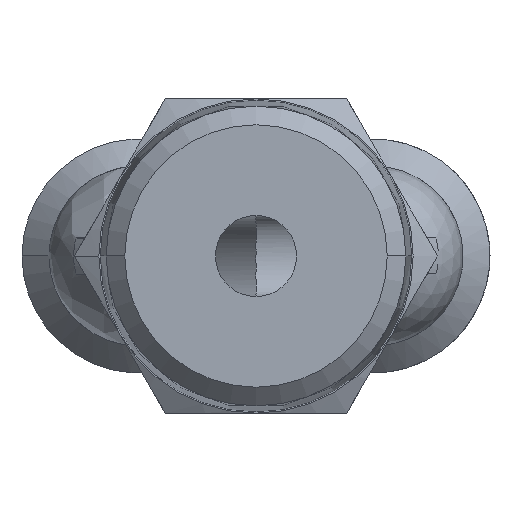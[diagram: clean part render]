
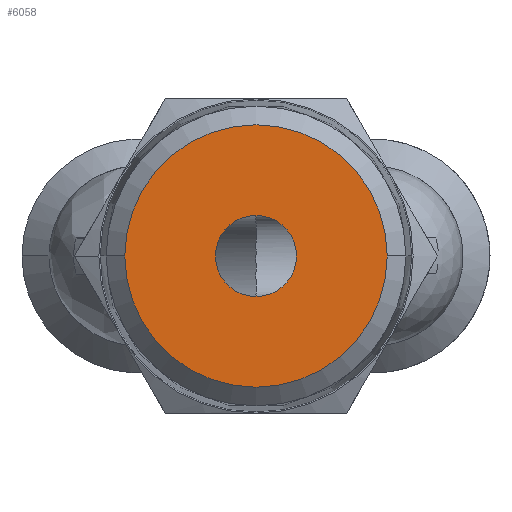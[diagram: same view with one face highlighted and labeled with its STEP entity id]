
A CAD part, front view. The second image highlights one B-rep face of the part: STEP entity #6058.
In plain terms, the highlighted planar face has unit normal (0, -1, 0).
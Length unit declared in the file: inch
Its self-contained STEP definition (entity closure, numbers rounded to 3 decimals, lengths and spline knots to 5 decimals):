
#44 = AXIS2_PLACEMENT_3D ( 'NONE', #348, #6433, #3979 ) ;
#49 = DIRECTION ( 'NONE',  ( -1., 0., 0. ) ) ;
#334 = FACE_BOUND ( 'NONE', #895, .T. ) ;
#348 = CARTESIAN_POINT ( 'NONE',  ( 0., -0.68898, 0. ) ) ;
#544 = CIRCLE ( 'NONE', #3397, 0.08858 ) ;
#693 = EDGE_CURVE ( 'NONE', #2611, #1803, #1819, .T. ) ;
#895 = EDGE_LOOP ( 'NONE', ( #3393, #6408 ) ) ;
#1022 = CARTESIAN_POINT ( 'NONE',  ( 0., -0.68898, 0. ) ) ;
#1531 = DIRECTION ( 'NONE',  ( -1., 0., 0. ) ) ;
#1793 = DIRECTION ( 'NONE',  ( 0., 1., 0. ) ) ;
#1803 = VERTEX_POINT ( 'NONE', #4998 ) ;
#1819 = CIRCLE ( 'NONE', #44, 0.28703 ) ;
#1904 = CIRCLE ( 'NONE', #5924, 0.28703 ) ;
#2198 = AXIS2_PLACEMENT_3D ( 'NONE', #6117, #2972, #6601 ) ;
#2202 = VERTEX_POINT ( 'NONE', #4312 ) ;
#2347 = EDGE_CURVE ( 'NONE', #3532, #2202, #544, .T. ) ;
#2611 = VERTEX_POINT ( 'NONE', #6606 ) ;
#2966 = ORIENTED_EDGE ( 'NONE', *, *, #3356, .F. ) ;
#2972 = DIRECTION ( 'NONE',  ( 0., -1., 0. ) ) ;
#3031 = FACE_OUTER_BOUND ( 'NONE', #4980, .T. ) ;
#3101 = DIRECTION ( 'NONE',  ( 0., 1., 0. ) ) ;
#3135 = CIRCLE ( 'NONE', #6585, 0.08858 ) ;
#3356 = EDGE_CURVE ( 'NONE', #1803, #2611, #1904, .T. ) ;
#3358 = EDGE_CURVE ( 'NONE', #2202, #3532, #3135, .T. ) ;
#3393 = ORIENTED_EDGE ( 'NONE', *, *, #3358, .T. ) ;
#3397 = AXIS2_PLACEMENT_3D ( 'NONE', #4948, #1793, #5471 ) ;
#3473 = PLANE ( 'NONE',  #2198 ) ;
#3532 = VERTEX_POINT ( 'NONE', #3809 ) ;
#3809 = CARTESIAN_POINT ( 'NONE',  ( 0.08858, -0.68898, 0. ) ) ;
#3979 = DIRECTION ( 'NONE',  ( -1., 0., 0. ) ) ;
#4312 = CARTESIAN_POINT ( 'NONE',  ( -0.08858, -0.68898, 0. ) ) ;
#4680 = DIRECTION ( 'NONE',  ( 0., 1., 0. ) ) ;
#4948 = CARTESIAN_POINT ( 'NONE',  ( 0., -0.68898, 0. ) ) ;
#4980 = EDGE_LOOP ( 'NONE', ( #2966, #5539 ) ) ;
#4998 = CARTESIAN_POINT ( 'NONE',  ( -0.28703, -0.68898, 0. ) ) ;
#5471 = DIRECTION ( 'NONE',  ( -1., 0., 0. ) ) ;
#5539 = ORIENTED_EDGE ( 'NONE', *, *, #693, .F. ) ;
#5924 = AXIS2_PLACEMENT_3D ( 'NONE', #6231, #3101, #49 ) ;
#6058 = ADVANCED_FACE ( 'NONE', ( #334, #3031 ), #3473, .T. ) ;
#6117 = CARTESIAN_POINT ( 'NONE',  ( -0.14352, -0.68898, 0. ) ) ;
#6231 = CARTESIAN_POINT ( 'NONE',  ( 0., -0.68898, 0. ) ) ;
#6408 = ORIENTED_EDGE ( 'NONE', *, *, #2347, .T. ) ;
#6433 = DIRECTION ( 'NONE',  ( 0., 1., 0. ) ) ;
#6585 = AXIS2_PLACEMENT_3D ( 'NONE', #1022, #4680, #1531 ) ;
#6601 = DIRECTION ( 'NONE',  ( 1., 0., 0. ) ) ;
#6606 = CARTESIAN_POINT ( 'NONE',  ( 0.28703, -0.68898, 0. ) ) ;
